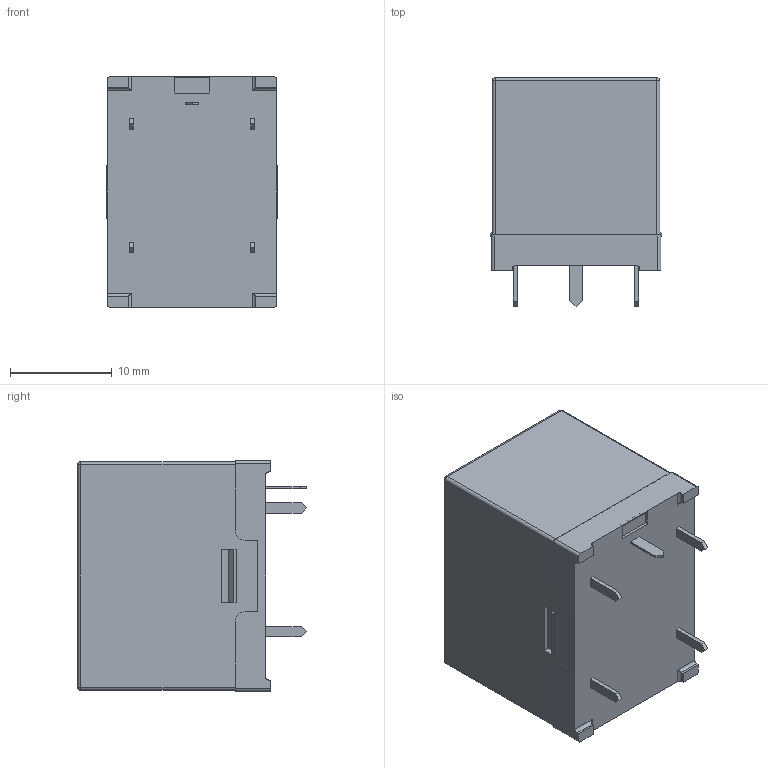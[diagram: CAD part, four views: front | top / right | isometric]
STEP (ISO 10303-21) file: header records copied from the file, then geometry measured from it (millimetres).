
FILE_DESCRIPTION(/* description */ (''),/* implementation_level */ '2;1');
FILE_NAME(/* name */ 'Omron Single.stp',/* time_stamp */ '2018-03-27T14:58:52+02:00',/* author */ ('snm'),/* organization */ (''),/* preprocessor_version */ 'ST-DEVELOPER v16.13',/* originating_system */ 'Autodesk Inventor 2018',/* authorisation */ '');
FILE_SCHEMA (('AUTOMOTIVE_DESIGN { 1 0 10303 214 3 1 1 }'));
Length unit declared in the file: inch
Products named in the file (1): Omron Single
Bounding box: 16.9 x 22.5 x 22.7 mm (x, y, z)
Volume: 6895.2 mm3; surface area: 2265.9 mm2
Topology: 1 solids, 1 shells, 178 faces, 698 edges, 595 vertices
Faces by surface type: plane 150, cylinder 24, sphere 4
Entity records: 10475 total; most frequent: CARTESIAN_POINT 4282, ORIENTED_EDGE 1396, DIRECTION 983, EDGE_CURVE 698, VERTEX_POINT 595, LINE 459, VECTOR 459, AXIS2_PLACEMENT_3D 262
